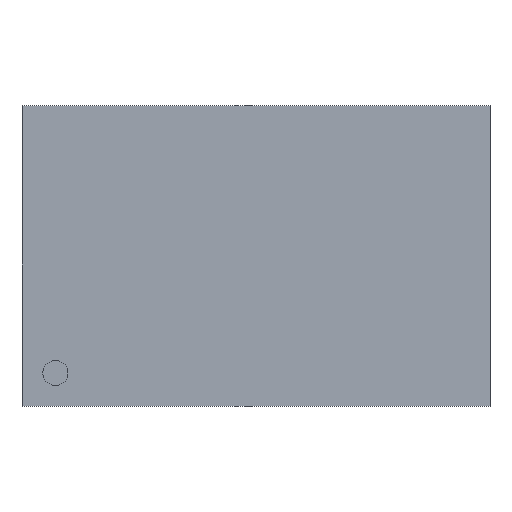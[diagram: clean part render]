
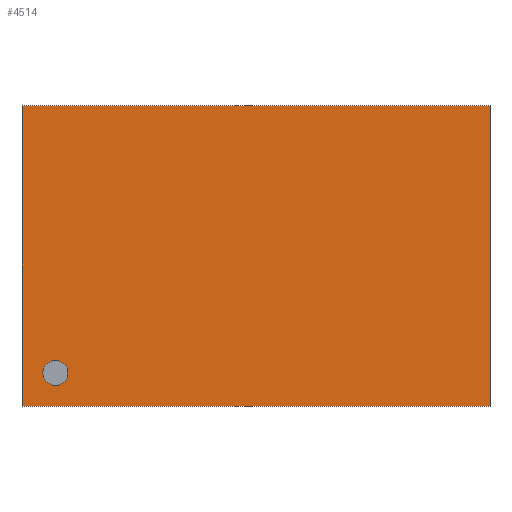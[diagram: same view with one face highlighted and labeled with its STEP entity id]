
A CAD part, top view. The second image highlights one B-rep face of the part: STEP entity #4514.
In plain terms, the highlighted planar face has unit normal (0, 0, 1).
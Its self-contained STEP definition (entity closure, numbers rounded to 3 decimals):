
#1639=DIRECTION('',(-1.,0.,0.));
#1640=VECTOR('',#1639,14.);
#1641=CARTESIAN_POINT('',(14.,0.,0.8));
#1642=LINE('',#1641,#1640);
#1646=DIRECTION('',(0.,1.,0.));
#1647=VECTOR('',#1646,9.);
#1648=CARTESIAN_POINT('',(0.,0.,0.8));
#1649=LINE('',#1648,#1647);
#1653=DIRECTION('',(1.,0.,0.));
#1654=VECTOR('',#1653,14.);
#1655=CARTESIAN_POINT('',(0.,9.,0.8));
#1656=LINE('',#1655,#1654);
#1660=DIRECTION('',(0.,-1.,0.));
#1661=VECTOR('',#1660,9.);
#1662=CARTESIAN_POINT('',(14.,9.,0.8));
#1663=LINE('',#1662,#1661);
#1667=CARTESIAN_POINT('',(1.,1.001,0.8));
#1668=DIRECTION('',(0.,0.,1.));
#1669=DIRECTION('',(-1.,0.,0.));
#1670=AXIS2_PLACEMENT_3D('',#1667,#1668,#1669);
#1675=CARTESIAN_POINT('',(1.,1.001,0.8));
#1676=DIRECTION('',(0.,0.,1.));
#1677=DIRECTION('',(1.,0.,0.));
#1678=AXIS2_PLACEMENT_3D('',#1675,#1676,#1677);
#3641=CARTESIAN_POINT('',(0.,0.,0.8));
#3642=VERTEX_POINT('',#3641);
#3643=CARTESIAN_POINT('',(14.,0.,0.8));
#3644=VERTEX_POINT('',#3643);
#3645=CARTESIAN_POINT('',(0.,9.,0.8));
#3646=VERTEX_POINT('',#3645);
#3647=CARTESIAN_POINT('',(14.,9.,0.8));
#3648=VERTEX_POINT('',#3647);
#3649=CARTESIAN_POINT('',(0.625,1.001,0.8));
#3650=CARTESIAN_POINT('',(1.375,1.001,0.8));
#3651=VERTEX_POINT('',#3649);
#3652=VERTEX_POINT('',#3650);
#4497=CARTESIAN_POINT('',(0.,0.,0.8));
#4498=DIRECTION('',(0.,0.,1.));
#4499=DIRECTION('',(1.,0.,0.));
#4500=AXIS2_PLACEMENT_3D('',#4497,#4498,#4499);
#4501=PLANE('',#4500);
#4502=ORIENTED_EDGE('',*,*,#4449,.T.);
#4503=ORIENTED_EDGE('',*,*,#4464,.T.);
#4504=ORIENTED_EDGE('',*,*,#4478,.T.);
#4505=ORIENTED_EDGE('',*,*,#4491,.T.);
#4506=EDGE_LOOP('',(#4502,#4503,#4504,#4505));
#4507=FACE_OUTER_BOUND('',#4506,.F.);
#4509=ORIENTED_EDGE('',*,*,#4508,.T.);
#4511=ORIENTED_EDGE('',*,*,#4510,.T.);
#4512=EDGE_LOOP('',(#4509,#4511));
#4513=FACE_BOUND('',#4512,.F.);
#4514=ADVANCED_FACE('',(#4507,#4513),#4501,.T.);
#1671=CIRCLE('',#1670,0.375);
#1679=CIRCLE('',#1678,0.375);
#4449=EDGE_CURVE('',#3644,#3642,#1642,.T.);
#4464=EDGE_CURVE('',#3642,#3646,#1649,.T.);
#4478=EDGE_CURVE('',#3646,#3648,#1656,.T.);
#4491=EDGE_CURVE('',#3648,#3644,#1663,.T.);
#4508=EDGE_CURVE('',#3651,#3652,#1671,.T.);
#4510=EDGE_CURVE('',#3652,#3651,#1679,.T.);
